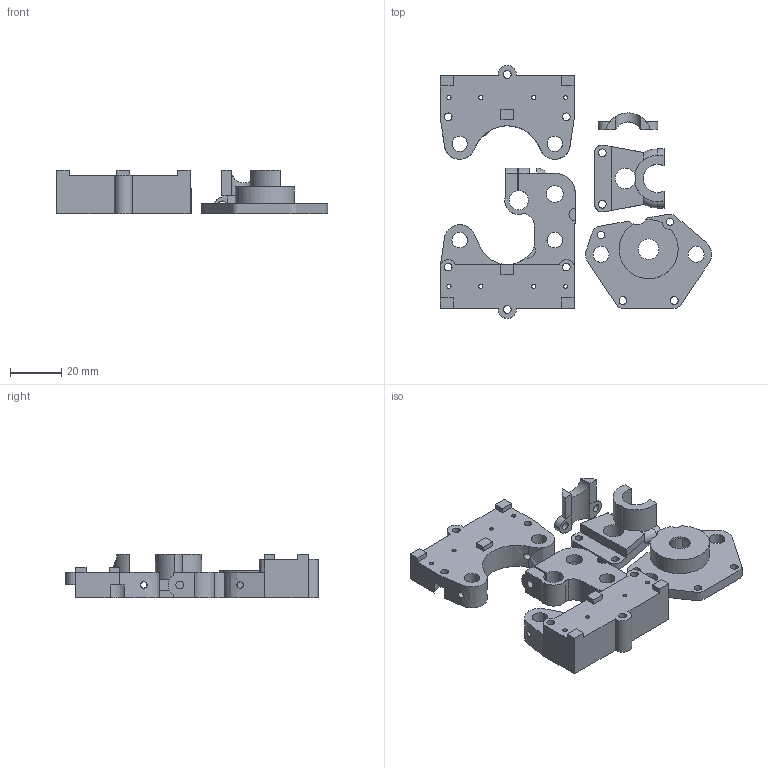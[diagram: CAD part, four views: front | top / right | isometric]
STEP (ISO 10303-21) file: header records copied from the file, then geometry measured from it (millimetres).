
FILE_DESCRIPTION(/* description */ (''),/* implementation_level */ '2;1');
FILE_NAME(/* name */ 'bridge_2p3_b.step',/* time_stamp */ '2019-07-21T14:58:27+02:00',/* author */ (''),/* organization */ (''),/* preprocessor_version */ 'ST-DEVELOPER v18',/* originating_system */ 'Autodesk Translation Framework v8.2.0.1029',/* authorisation */ '');
FILE_SCHEMA (('AUTOMOTIVE_DESIGN { 1 0 10303 214 3 1 1 }'));
Length unit declared in the file: millimetre
Products named in the file (2): bridge_2p3_b; bridge_2p3_b_1
Assembly tree (1 placements, depth 2):
  bridge_2p3_b
    bridge_2p3_b_1
Bounding box: 105.49 x 98.5 x 17 mm (x, y, z)
Volume: 42444.7 mm3; surface area: 22341.3 mm2
Topology: 5 solids, 5 shells, 228 faces, 699 edges, 488 vertices
Faces by surface type: cylinder 105, plane 105, bspline 15, torus 2, sphere 1
Full cylindrical faces by diameter (mm): 1.5 x4, 1.6 x9, 2 x2, 2.5 x8, 2.8 x6, 3 x15, 3.1 x3, 6 x2, 6.1 x2, 6.2 x2, 6.5 x1, 8 x2, 12 x1
Entity records: 10903 total; most frequent: CARTESIAN_POINT 4342, ORIENTED_EDGE 1398, DIRECTION 1314, EDGE_CURVE 699, AXIS2_PLACEMENT_3D 489, VERTEX_POINT 488, LINE 336, VECTOR 336
